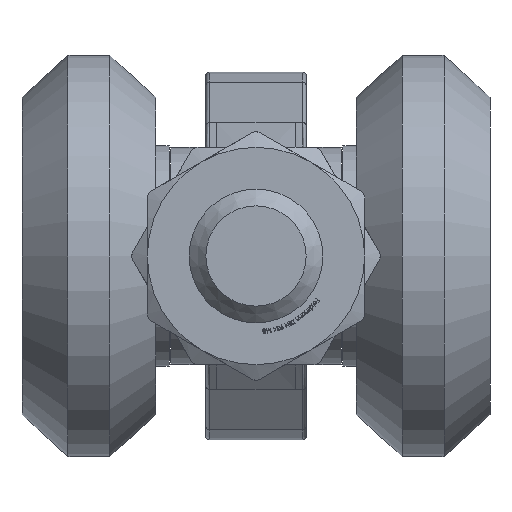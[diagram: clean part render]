
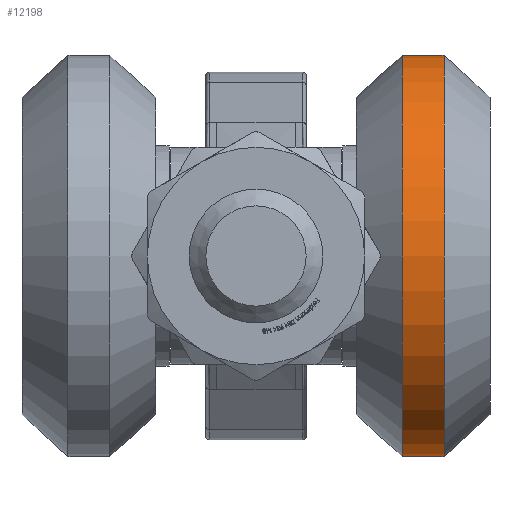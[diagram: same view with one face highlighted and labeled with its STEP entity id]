
A CAD part, front view. The second image highlights one B-rep face of the part: STEP entity #12198.
In plain terms, the highlighted cylindrical face has radius 12 mm (diameter 24 mm), a full revolution.
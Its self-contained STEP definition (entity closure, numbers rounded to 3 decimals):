
#98 = DIRECTION ( 'NONE',  ( 1., 0., 0. ) ) ;
#1404 = CARTESIAN_POINT ( 'NONE',  ( 11.25, 20., -12. ) ) ;
#1454 = CARTESIAN_POINT ( 'NONE',  ( 11.25, 20., 0. ) ) ;
#2255 = DIRECTION ( 'NONE',  ( 0., 0., -1. ) ) ;
#4803 = FACE_OUTER_BOUND ( 'NONE', #20089, .T. ) ;
#5756 = AXIS2_PLACEMENT_3D ( 'NONE', #10931, #8708, #17614 ) ;
#6612 = EDGE_LOOP ( 'NONE', ( #7299 ) ) ;
#7299 = ORIENTED_EDGE ( 'NONE', *, *, #21123, .T. ) ;
#7686 = AXIS2_PLACEMENT_3D ( 'NONE', #1454, #10181, #16465 ) ;
#8708 = DIRECTION ( 'NONE',  ( 1., 0., 0. ) ) ;
#9120 = ORIENTED_EDGE ( 'NONE', *, *, #16630, .F. ) ;
#10181 = DIRECTION ( 'NONE',  ( 1., 0., 0. ) ) ;
#10931 = CARTESIAN_POINT ( 'NONE',  ( 13.8, 20., 0. ) ) ;
#12198 = ADVANCED_FACE ( 'NONE', ( #24638, #4803 ), #26320, .T. ) ;
#15757 = CIRCLE ( 'NONE', #22350, 12. ) ;
#16465 = DIRECTION ( 'NONE',  ( 0., 0., -1. ) ) ;
#16630 = EDGE_CURVE ( 'NONE', #27382, #27382, #17214, .T. ) ;
#17214 = CIRCLE ( 'NONE', #7686, 12. ) ;
#17614 = DIRECTION ( 'NONE',  ( 0., 0., -1. ) ) ;
#20089 = EDGE_LOOP ( 'NONE', ( #9120 ) ) ;
#21123 = EDGE_CURVE ( 'NONE', #26955, #26955, #15757, .T. ) ;
#21594 = CARTESIAN_POINT ( 'NONE',  ( 8.75, 20., -12. ) ) ;
#22350 = AXIS2_PLACEMENT_3D ( 'NONE', #24253, #98, #2255 ) ;
#24253 = CARTESIAN_POINT ( 'NONE',  ( 8.75, 20., 0. ) ) ;
#24638 = FACE_OUTER_BOUND ( 'NONE', #6612, .T. ) ;
#26320 = CYLINDRICAL_SURFACE ( 'NONE', #5756, 12. ) ;
#26955 = VERTEX_POINT ( 'NONE', #21594 ) ;
#27382 = VERTEX_POINT ( 'NONE', #1404 ) ;
